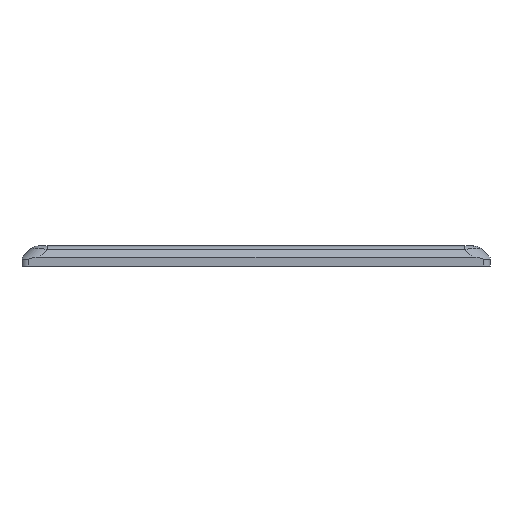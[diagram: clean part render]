
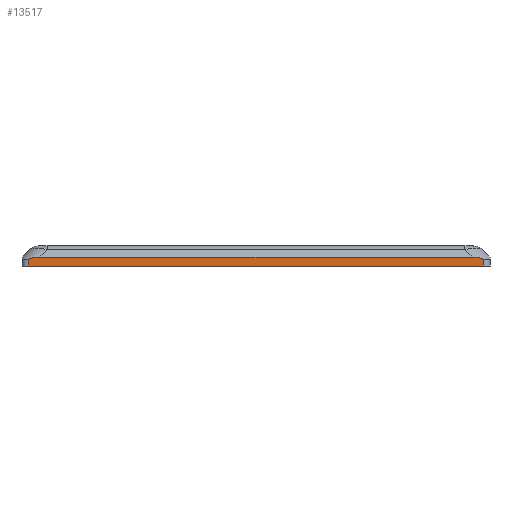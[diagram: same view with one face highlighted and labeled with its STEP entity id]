
A CAD part, front view. The second image highlights one B-rep face of the part: STEP entity #13517.
In plain terms, the highlighted planar face has unit normal (0, -1, 0).
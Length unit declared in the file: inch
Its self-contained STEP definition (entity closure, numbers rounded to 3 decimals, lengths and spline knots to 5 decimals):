
#28=ELLIPSE('',#14185,0.43301,0.25);
#33=ELLIPSE('',#14198,0.43301,0.25);
#1150=PLANE('',#14197);
#1926=FACE_OUTER_BOUND('',#2712,.T.);
#2712=EDGE_LOOP('',(#12659,#12660,#12661,#12662,#12663,#12664));
#4066=LINE('',#24117,#5436);
#4081=LINE('',#24197,#5451);
#4082=LINE('',#24199,#5452);
#4083=LINE('',#24201,#5453);
#5436=VECTOR('',#16802,0.3937);
#5451=VECTOR('',#16847,0.3937);
#5452=VECTOR('',#16848,0.3937);
#5453=VECTOR('',#16849,0.3937);
#6886=VERTEX_POINT('',#24114);
#6887=VERTEX_POINT('',#24116);
#6890=VERTEX_POINT('',#24124);
#6903=VERTEX_POINT('',#24196);
#6904=VERTEX_POINT('',#24198);
#6905=VERTEX_POINT('',#24200);
#8810=EDGE_CURVE('',#6886,#6887,#4066,.T.);
#8815=EDGE_CURVE('',#6890,#6886,#28,.T.);
#8834=EDGE_CURVE('',#6903,#6890,#4081,.T.);
#8835=EDGE_CURVE('',#6903,#6904,#4082,.T.);
#8836=EDGE_CURVE('',#6905,#6904,#4083,.T.);
#8837=EDGE_CURVE('',#6887,#6905,#33,.T.);
#12659=ORIENTED_EDGE('',*,*,#8815,.F.);
#12660=ORIENTED_EDGE('',*,*,#8834,.F.);
#12661=ORIENTED_EDGE('',*,*,#8835,.T.);
#12662=ORIENTED_EDGE('',*,*,#8836,.F.);
#12663=ORIENTED_EDGE('',*,*,#8837,.F.);
#12664=ORIENTED_EDGE('',*,*,#8810,.F.);
#13517=ADVANCED_FACE('',(#1926),#1150,.T.);
#14185=AXIS2_PLACEMENT_3D('',#24135,#16809,#16810);
#14197=AXIS2_PLACEMENT_3D('',#24195,#16845,#16846);
#14198=AXIS2_PLACEMENT_3D('',#24202,#16850,#16851);
#16802=DIRECTION('',(1.,0.,0.));
#16809=DIRECTION('center_axis',(0.,1.,0.));
#16810=DIRECTION('ref_axis',(0.707,0.,0.707));
#16845=DIRECTION('center_axis',(0.,-1.,0.));
#16846=DIRECTION('ref_axis',(1.,0.,0.));
#16847=DIRECTION('',(0.,0.,1.));
#16848=DIRECTION('',(1.,0.,0.));
#16849=DIRECTION('',(0.,0.,-1.));
#16850=DIRECTION('center_axis',(0.,1.,0.));
#16851=DIRECTION('ref_axis',(-0.707,0.,0.707));
#24114=CARTESIAN_POINT('',(-2.13622,-2.281,0.09));
#24116=CARTESIAN_POINT('',(2.13522,-2.281,0.09));
#24117=CARTESIAN_POINT('',(-1.15675,-2.281,0.09));
#24124=CARTESIAN_POINT('',(-2.2505,-2.281,0.06906));
#24135=CARTESIAN_POINT('Origin',(-2.313,-2.281,-0.26355));
#24195=CARTESIAN_POINT('Origin',(-2.313,-2.281,0.));
#24196=CARTESIAN_POINT('',(-2.2505,-2.281,0.));
#24197=CARTESIAN_POINT('',(-2.2505,-2.281,0.));
#24198=CARTESIAN_POINT('',(2.2495,-2.281,0.));
#24199=CARTESIAN_POINT('',(-2.313,-2.281,0.));
#24200=CARTESIAN_POINT('',(2.2495,-2.281,0.06906));
#24201=CARTESIAN_POINT('',(2.2495,-2.281,0.));
#24202=CARTESIAN_POINT('Origin',(2.312,-2.281,-0.26355));
